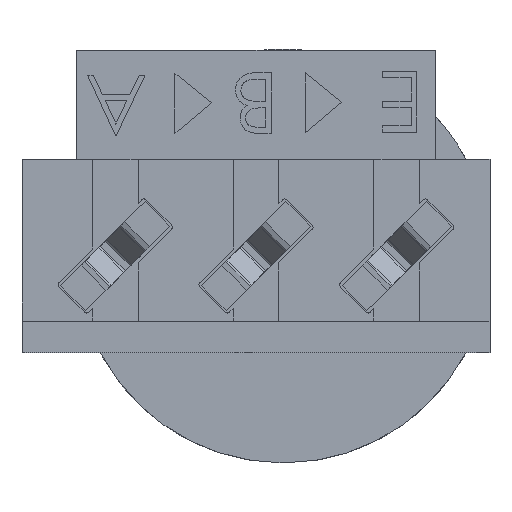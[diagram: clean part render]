
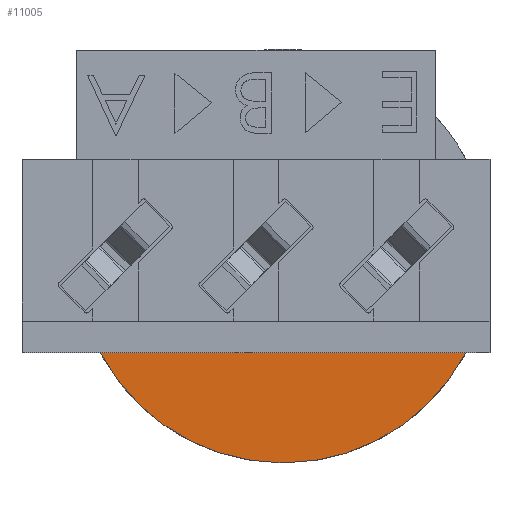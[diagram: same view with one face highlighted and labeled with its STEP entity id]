
A CAD part, front view. The second image highlights one B-rep face of the part: STEP entity #11005.
In plain terms, the highlighted planar face has unit normal (0, -1, 0).
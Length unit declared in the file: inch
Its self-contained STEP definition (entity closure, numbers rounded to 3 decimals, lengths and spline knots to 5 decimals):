
#304 = VERTEX_POINT ( 'NONE', #1680 ) ;
#324 = EDGE_CURVE ( 'NONE', #304, #325, #1746, .T. ) ;
#325 = VERTEX_POINT ( 'NONE', #1742 ) ;
#1680 = CARTESIAN_POINT ( 'NONE',  ( 0.25986, 0., -0.1375 ) ) ;
#1742 = CARTESIAN_POINT ( 'NONE',  ( 0., 0., -0.294 ) ) ;
#1743 = DIRECTION ( 'NONE',  ( 0., 0., 1. ) ) ;
#1744 = DIRECTION ( 'NONE',  ( 0., 1., 0. ) ) ;
#1745 = AXIS2_PLACEMENT_3D ( 'NONE', #1752, #1744, #1743 ) ;
#1746 = CIRCLE ( 'NONE', #1745, 0.294 ) ;
#1752 = CARTESIAN_POINT ( 'NONE',  ( 0., 0., 0. ) ) ;
#6752 = DIRECTION ( 'NONE',  ( 0., 1., 0. ) ) ;
#6753 = CARTESIAN_POINT ( 'NONE',  ( 0., 0., 0. ) ) ;
#6754 = AXIS2_PLACEMENT_3D ( 'NONE', #6753, #6752, #6813 ) ;
#6755 = CIRCLE ( 'NONE', #6754, 0.294 ) ;
#6812 = CARTESIAN_POINT ( 'NONE',  ( -0.25986, 0., -0.1375 ) ) ;
#6813 = DIRECTION ( 'NONE',  ( 0., 0., 1. ) ) ;
#7713 = DIRECTION ( 'NONE',  ( 1., 0., 0. ) ) ;
#7714 = CARTESIAN_POINT ( 'NONE',  ( 0.294, 0., -0.1375 ) ) ;
#7715 = LINE ( 'NONE', #7714, #7775 ) ;
#7716 = DIRECTION ( 'NONE',  ( 0., 0., 1. ) ) ;
#7717 = DIRECTION ( 'NONE',  ( 0., 1., 0. ) ) ;
#7718 = CARTESIAN_POINT ( 'NONE',  ( 0., 0., 0. ) ) ;
#7719 = AXIS2_PLACEMENT_3D ( 'NONE', #7718, #7717, #7716 ) ;
#7720 = PLANE ( 'NONE',  #7719 ) ;
#7721 = FACE_OUTER_BOUND ( 'NONE', #11007, .T. ) ;
#7775 = VECTOR ( 'NONE', #7713, 39.37008 ) ;
#10382 = EDGE_CURVE ( 'NONE', #325, #10383, #6755, .T. ) ;
#10383 = VERTEX_POINT ( 'NONE', #6812 ) ;
#11001 = ORIENTED_EDGE ( 'NONE', *, *, #324, .F. ) ;
#11004 = ORIENTED_EDGE ( 'NONE', *, *, #10382, .F. ) ;
#11005 = ADVANCED_FACE ( 'NONE', ( #7721 ), #7720, .F. ) ;
#11006 = ORIENTED_EDGE ( 'NONE', *, *, #11008, .F. ) ;
#11007 = EDGE_LOOP ( 'NONE', ( #11006, #11004, #11001 ) ) ;
#11008 = EDGE_CURVE ( 'NONE', #10383, #304, #7715, .T. ) ;
